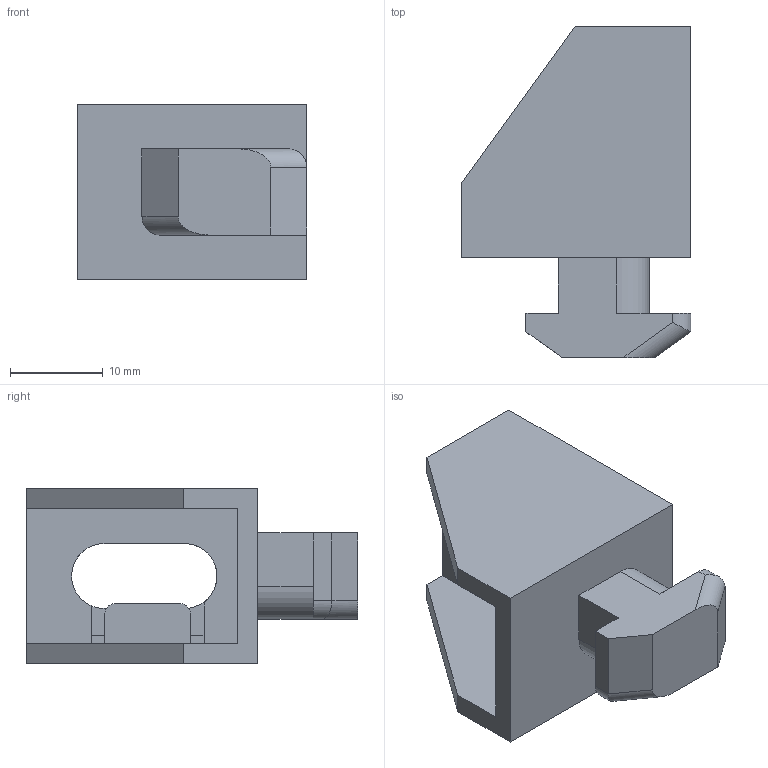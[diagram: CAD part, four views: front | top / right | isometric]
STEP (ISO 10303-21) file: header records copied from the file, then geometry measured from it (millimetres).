
FILE_DESCRIPTION (( 'STEP AP214' ), '1' );
FILE_NAME ('S.STEP', '2018-02-12T13:44:13', ( '' ), ( '' ), 'SwSTEP 2.0', 'SolidWorks 2017', '' );
FILE_SCHEMA (( 'AUTOMOTIVE_DESIGN' ));
Length unit declared in the file: millimetre
Products named in the file (1): S
Bounding box: 24.8 x 35.8 x 19 mm (x, y, z)
Volume: 5598.5 mm3; surface area: 4458.6 mm2
Topology: 1 solids, 1 shells, 52 faces, 144 edges, 94 vertices
Faces by surface type: plane 40, cylinder 12
Entity records: 1680 total; most frequent: CARTESIAN_POINT 303, ORIENTED_EDGE 288, DIRECTION 264, EDGE_CURVE 144, LINE 122, VECTOR 122, VERTEX_POINT 94, AXIS2_PLACEMENT_3D 71
